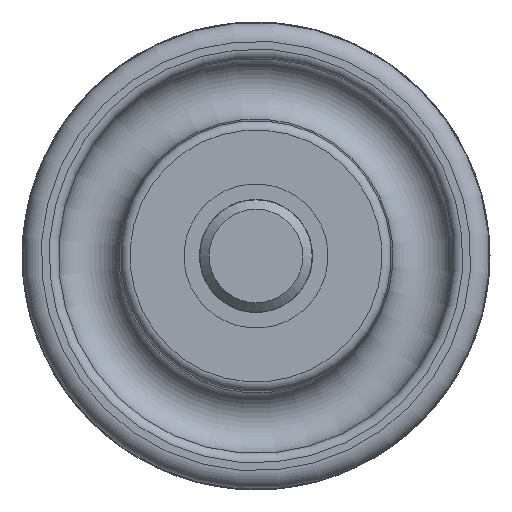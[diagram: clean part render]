
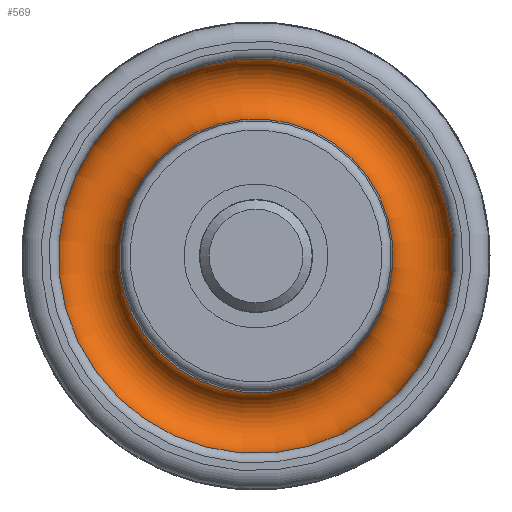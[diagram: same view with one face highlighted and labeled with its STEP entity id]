
A CAD part, left-side view. The second image highlights one B-rep face of the part: STEP entity #569.
In plain terms, the highlighted toroidal (fillet/blend) face has major radius 17.866 mm and minor radius 3.234 mm.
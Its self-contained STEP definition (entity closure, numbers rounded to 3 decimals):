
#542=CARTESIAN_POINT('',(-146.8,0.,0.));
#543=DIRECTION('',(-1.0,0.0,0.0));
#544=DIRECTION('',(0.0,0.0,1.0));
#545=AXIS2_PLACEMENT_3D('',#542,#543,#544);
#546=TOROIDAL_SURFACE('',#545,17.866,3.234);
#547=CARTESIAN_POINT('',(-146.8,-8.742,19.204));
#548=VERTEX_POINT('',#547);
#549=CARTESIAN_POINT('',(-146.8,0.,0.));
#550=DIRECTION('',(-1.0,0.0,0.0));
#551=DIRECTION('',(0.0,-0.414,0.91));
#552=AXIS2_PLACEMENT_3D('',#549,#550,#551);
#553=CIRCLE('',#552,21.1);
#554=EDGE_CURVE('',#548,#548,#553,.T.);
#555=ORIENTED_EDGE('',*,*,#554,.T.);
#556=EDGE_LOOP('',(#555));
#557=FACE_OUTER_BOUND('',#556,.T.);
#558=CARTESIAN_POINT('',(-146.574,-6.065,13.324));
#559=VERTEX_POINT('',#558);
#560=CARTESIAN_POINT('',(-146.574,0.,0.));
#561=DIRECTION('',(-1.0,0.0,0.0));
#562=DIRECTION('',(0.0,-0.414,0.91));
#563=AXIS2_PLACEMENT_3D('',#560,#561,#562);
#564=CIRCLE('',#563,14.64);
#565=EDGE_CURVE('',#559,#559,#564,.T.);
#566=ORIENTED_EDGE('',*,*,#565,.F.);
#567=EDGE_LOOP('',(#566));
#568=FACE_BOUND('',#567,.T.);
#569=ADVANCED_FACE('',(#557,#568),#546,.F.);
